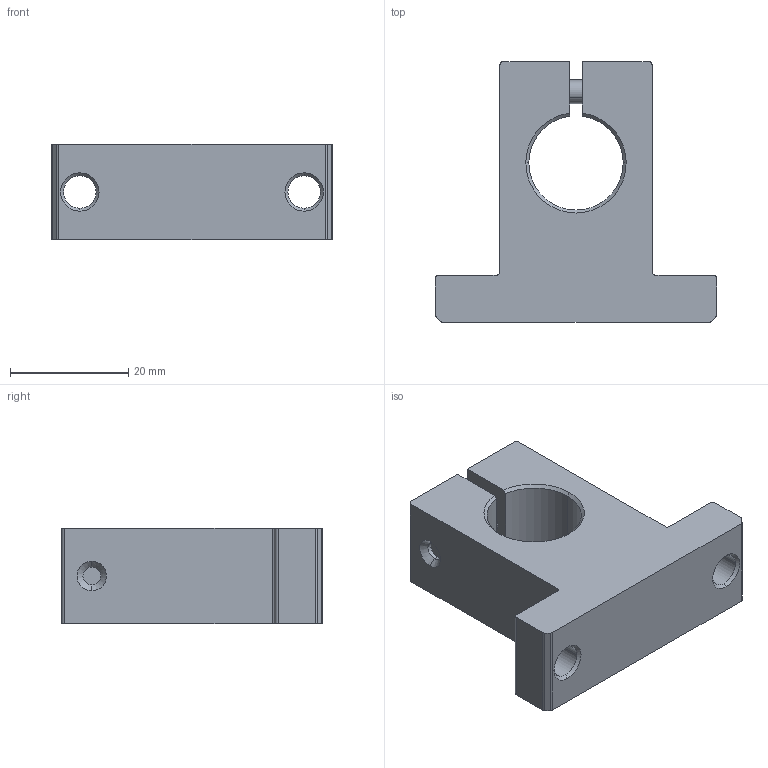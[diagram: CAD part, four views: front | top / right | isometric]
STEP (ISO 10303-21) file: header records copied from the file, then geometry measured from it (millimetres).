
FILE_DESCRIPTION (( 'STEP AP214' ), '1' );
FILE_NAME ('Ñáîðêà12.STEP', '2025-01-14T08:27:11', ( '' ), ( '' ), 'SwSTEP 2.0', 'SolidWorks 2024', '' );
FILE_SCHEMA (( 'AUTOMOTIVE_DESIGN' ));
Length unit declared in the file: millimetre
Products named in the file (4): socket head cap screw_din_DIN 912 M4 x 20 --- 20N; B429 Держатель полированных валов SK16_00; Сборка12
Assembly tree (3 placements, depth 3):
  Сборка12
    B429 Держатель полированных валов SK16_00
      B429 Держатель полированных валов SK16_00
      socket head cap screw_din_DIN 912 M4 x 20 --- 20N
Bounding box: 47.6 x 44.15 x 16.1 mm (x, y, z)
Volume: 17113 mm3; surface area: 6947.6 mm2
Topology: 2 solids, 2 shells, 83 faces, 214 edges, 135 vertices
Faces by surface type: plane 30, cylinder 27, cone 22, torus 4
Entity records: 2666 total; most frequent: DIRECTION 486, CARTESIAN_POINT 449, ORIENTED_EDGE 424, EDGE_CURVE 212, AXIS2_PLACEMENT_3D 188, VERTEX_POINT 135, VECTOR 110, LINE 110
